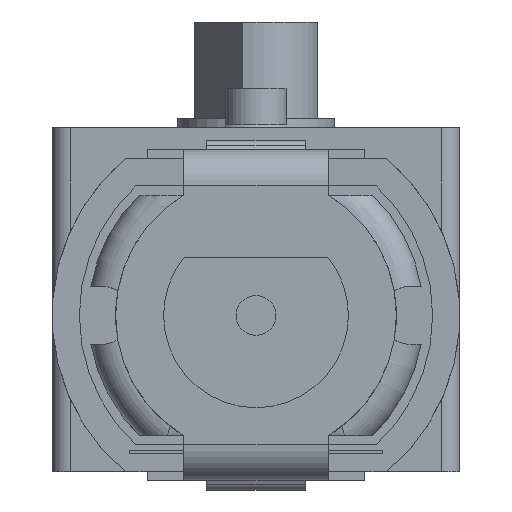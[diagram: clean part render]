
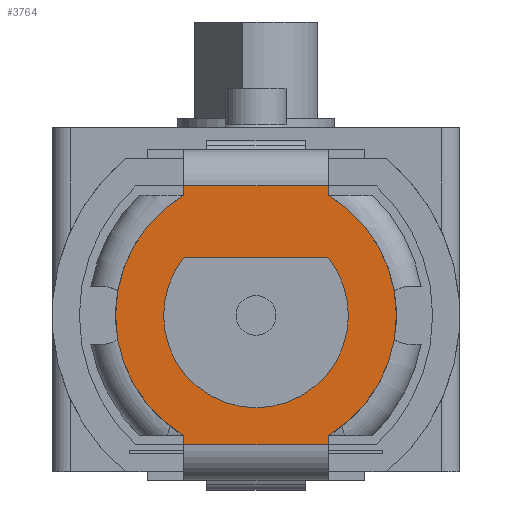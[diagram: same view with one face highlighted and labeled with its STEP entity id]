
A CAD part, left-side view. The second image highlights one B-rep face of the part: STEP entity #3764.
In plain terms, the highlighted planar face has unit normal (-1, 0, 0).
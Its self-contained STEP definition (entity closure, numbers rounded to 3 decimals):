
#122 = ORIENTED_EDGE ( 'NONE', *, *, #2472, .T. ) ;
#150 = DIRECTION ( 'NONE',  ( -1., 0., 0. ) ) ;
#248 = ORIENTED_EDGE ( 'NONE', *, *, #657, .T. ) ;
#349 = DIRECTION ( 'NONE',  ( 0., 0., 1. ) ) ;
#410 = FACE_OUTER_BOUND ( 'NONE', #1655, .T. ) ;
#434 = EDGE_CURVE ( 'NONE', #3270, #5242, #5977, .T. ) ;
#456 = EDGE_CURVE ( 'NONE', #544, #5015, #3862, .T. ) ;
#483 = CARTESIAN_POINT ( 'NONE',  ( -50.54, 0., -7.14 ) ) ;
#544 = VERTEX_POINT ( 'NONE', #4363 ) ;
#551 = LINE ( 'NONE', #483, #2652 ) ;
#628 = DIRECTION ( 'NONE',  ( 0., 1., 0. ) ) ;
#657 = EDGE_CURVE ( 'NONE', #4630, #3395, #1595, .T. ) ;
#680 = DIRECTION ( 'NONE',  ( 0., 0., 1. ) ) ;
#802 = CARTESIAN_POINT ( 'NONE',  ( -50.54, 0., 0. ) ) ;
#896 = VECTOR ( 'NONE', #680, 1000. ) ;
#974 = VECTOR ( 'NONE', #628, 1000. ) ;
#995 = VERTEX_POINT ( 'NONE', #4585 ) ;
#1086 = ORIENTED_EDGE ( 'NONE', *, *, #2731, .T. ) ;
#1173 = ORIENTED_EDGE ( 'NONE', *, *, #4553, .T. ) ;
#1271 = VERTEX_POINT ( 'NONE', #5452 ) ;
#1281 = AXIS2_PLACEMENT_3D ( 'NONE', #2235, #6126, #1757 ) ;
#1304 = FACE_BOUND ( 'NONE', #1664, .T. ) ;
#1344 = LINE ( 'NONE', #1906, #1831 ) ;
#1418 = DIRECTION ( 'NONE',  ( -1., 0., 0. ) ) ;
#1447 = DIRECTION ( 'NONE',  ( 0., -1., 0. ) ) ;
#1595 = LINE ( 'NONE', #6028, #4196 ) ;
#1655 = EDGE_LOOP ( 'NONE', ( #1173, #3655, #1086, #1989, #248, #1773, #122, #3936 ) ) ;
#1664 = EDGE_LOOP ( 'NONE', ( #3775, #4375 ) ) ;
#1705 = CARTESIAN_POINT ( 'NONE',  ( -50.54, 4., 7.14 ) ) ;
#1757 = DIRECTION ( 'NONE',  ( 0., 0., 1. ) ) ;
#1773 = ORIENTED_EDGE ( 'NONE', *, *, #5168, .T. ) ;
#1808 = CIRCLE ( 'NONE', #2917, 5.1 ) ;
#1831 = VECTOR ( 'NONE', #6202, 1000. ) ;
#1873 = DIRECTION ( 'NONE',  ( -1., 0., 0. ) ) ;
#1906 = CARTESIAN_POINT ( 'NONE',  ( -50.54, 4., 7.14 ) ) ;
#1989 = ORIENTED_EDGE ( 'NONE', *, *, #4333, .T. ) ;
#2146 = CARTESIAN_POINT ( 'NONE',  ( -50.54, 4., -7.14 ) ) ;
#2157 = VERTEX_POINT ( 'NONE', #6122 ) ;
#2159 = CARTESIAN_POINT ( 'NONE',  ( -50.54, 4., -6.638 ) ) ;
#2235 = CARTESIAN_POINT ( 'NONE',  ( -50.54, 0., 0. ) ) ;
#2472 = EDGE_CURVE ( 'NONE', #1271, #544, #4708, .T. ) ;
#2536 = EDGE_CURVE ( 'NONE', #995, #4675, #1344, .T. ) ;
#2652 = VECTOR ( 'NONE', #1447, 1000. ) ;
#2717 = CARTESIAN_POINT ( 'NONE',  ( -50.54, 4., -9.641 ) ) ;
#2731 = EDGE_CURVE ( 'NONE', #4675, #2157, #4814, .T. ) ;
#2917 = AXIS2_PLACEMENT_3D ( 'NONE', #3800, #1418, #349 ) ;
#2934 = AXIS2_PLACEMENT_3D ( 'NONE', #802, #1873, #5281 ) ;
#3270 = VERTEX_POINT ( 'NONE', #6309 ) ;
#3395 = VERTEX_POINT ( 'NONE', #2146 ) ;
#3468 = CARTESIAN_POINT ( 'NONE',  ( -50.54, -4., -9.641 ) ) ;
#3619 = CARTESIAN_POINT ( 'NONE',  ( -50.54, -4., 6.638 ) ) ;
#3655 = ORIENTED_EDGE ( 'NONE', *, *, #2536, .T. ) ;
#3764 = ADVANCED_FACE ( 'NONE', ( #410, #1304 ), #5190, .T. ) ;
#3775 = ORIENTED_EDGE ( 'NONE', *, *, #434, .F. ) ;
#3800 = CARTESIAN_POINT ( 'NONE',  ( -50.54, 0., 0. ) ) ;
#3862 = CIRCLE ( 'NONE', #1281, 7.75 ) ;
#3936 = ORIENTED_EDGE ( 'NONE', *, *, #456, .T. ) ;
#3998 = VECTOR ( 'NONE', #5188, 1000. ) ;
#4120 = EDGE_CURVE ( 'NONE', #5242, #3270, #1808, .T. ) ;
#4196 = VECTOR ( 'NONE', #4999, 1000. ) ;
#4312 = CIRCLE ( 'NONE', #6316, 7.75 ) ;
#4333 = EDGE_CURVE ( 'NONE', #2157, #4630, #4312, .T. ) ;
#4363 = CARTESIAN_POINT ( 'NONE',  ( -50.54, -4., -6.638 ) ) ;
#4375 = ORIENTED_EDGE ( 'NONE', *, *, #4120, .F. ) ;
#4553 = EDGE_CURVE ( 'NONE', #5015, #995, #5318, .T. ) ;
#4579 = CARTESIAN_POINT ( 'NONE',  ( -50.54, 0., 0. ) ) ;
#4585 = CARTESIAN_POINT ( 'NONE',  ( -50.54, -4., 7.14 ) ) ;
#4630 = VERTEX_POINT ( 'NONE', #2159 ) ;
#4675 = VERTEX_POINT ( 'NONE', #1705 ) ;
#4708 = LINE ( 'NONE', #5582, #896 ) ;
#4814 = LINE ( 'NONE', #2717, #3998 ) ;
#4999 = DIRECTION ( 'NONE',  ( 0., 0., -1. ) ) ;
#5015 = VERTEX_POINT ( 'NONE', #3619 ) ;
#5022 = VECTOR ( 'NONE', #5347, 1000. ) ;
#5168 = EDGE_CURVE ( 'NONE', #3395, #1271, #551, .T. ) ;
#5188 = DIRECTION ( 'NONE',  ( 0., 0., -1. ) ) ;
#5190 = PLANE ( 'NONE',  #2934 ) ;
#5242 = VERTEX_POINT ( 'NONE', #5771 ) ;
#5281 = DIRECTION ( 'NONE',  ( 0., 0., 1. ) ) ;
#5318 = LINE ( 'NONE', #3468, #5022 ) ;
#5347 = DIRECTION ( 'NONE',  ( 0., 0., 1. ) ) ;
#5452 = CARTESIAN_POINT ( 'NONE',  ( -50.54, -4., -7.14 ) ) ;
#5516 = CARTESIAN_POINT ( 'NONE',  ( -50.54, -3.971, 3.2 ) ) ;
#5555 = DIRECTION ( 'NONE',  ( 0., 0., 1. ) ) ;
#5582 = CARTESIAN_POINT ( 'NONE',  ( -50.54, -4., 12.511 ) ) ;
#5771 = CARTESIAN_POINT ( 'NONE',  ( -50.54, 3.971, 3.2 ) ) ;
#5977 = LINE ( 'NONE', #5516, #974 ) ;
#6028 = CARTESIAN_POINT ( 'NONE',  ( -50.54, 4., 12.511 ) ) ;
#6122 = CARTESIAN_POINT ( 'NONE',  ( -50.54, 4., 6.638 ) ) ;
#6126 = DIRECTION ( 'NONE',  ( -1., 0., 0. ) ) ;
#6202 = DIRECTION ( 'NONE',  ( 0., 1., 0. ) ) ;
#6309 = CARTESIAN_POINT ( 'NONE',  ( -50.54, -3.971, 3.2 ) ) ;
#6316 = AXIS2_PLACEMENT_3D ( 'NONE', #4579, #150, #5555 ) ;
